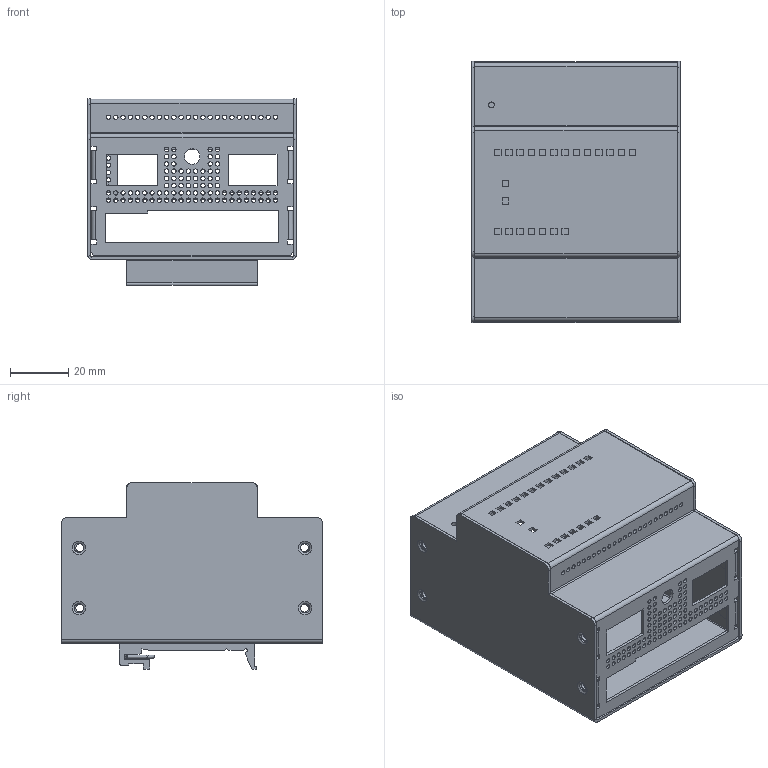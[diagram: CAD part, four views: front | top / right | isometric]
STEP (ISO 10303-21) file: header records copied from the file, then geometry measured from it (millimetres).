
FILE_DESCRIPTION(/* description */ (''),/* implementation_level */ '2;1');
FILE_NAME(/* name */ 'S117_Sestava krabičky_v1.0.step',/* time_stamp */ '2021-08-31T09:07:45+02:00',/* author */ (''),/* organization */ (''),/* preprocessor_version */ 'ST-DEVELOPER v18.1',/* originating_system */ 'Autodesk Translation Framework v10.10.0.1391',/* authorisation */ '');
FILE_SCHEMA (('AUTOMOTIVE_DESIGN { 1 0 10303 214 3 1 1 }'));
Length unit declared in the file: millimetre
Products named in the file (6): S117_Sestava krabičky_v1.0; S107-117-157-177_SKELET_1.0; TR Fastenings Ltd-M2_5X5MM; DIN drzak-4M-45mm(EMKO); Pružina; S117_KRYT_1.0
Assembly tree (6 placements, depth 4):
  S117_Sestava krabičky_v1.0
    S107-117-157-177_SKELET_1.0
      TR Fastenings Ltd-M2_5X5MM  x2
      DIN drzak-4M-45mm(EMKO)
        Pružina
    S117_KRYT_1.0
Bounding box: 71.82 x 90 x 64.43 mm (x, y, z)
Volume: 33158 mm3; surface area: 62313.3 mm2
Topology: 6 solids, 6 shells, 703 faces, 1917 edges, 1230 vertices
Faces by surface type: plane 338, cylinder 325, bspline 18, cone 17, torus 5
Full cylindrical faces by diameter (mm): 1 x6, 1.5 x171, 2 x1, 2.075 x8, 2.529 x3, 2.58 x2, 2.7 x8, 3.2 x13, 3.76 x2, 4.11 x2, 4.2 x2, 5.4 x1
Entity records: 25149 total; most frequent: CARTESIAN_POINT 6869, ORIENTED_EDGE 3660, DIRECTION 3644, EDGE_CURVE 1830, AXIS2_PLACEMENT_3D 1249, VERTEX_POINT 1174, LINE 1146, VECTOR 1146
